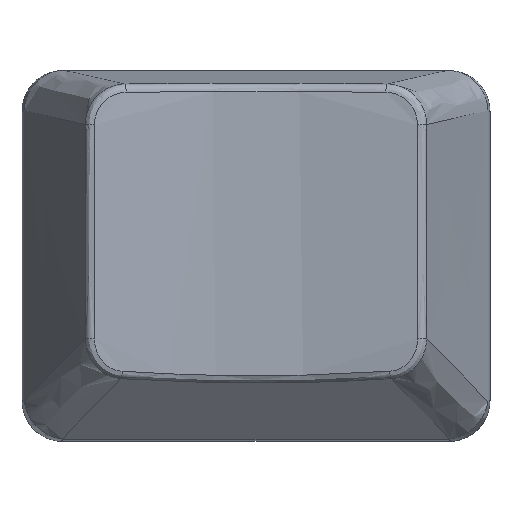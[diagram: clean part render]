
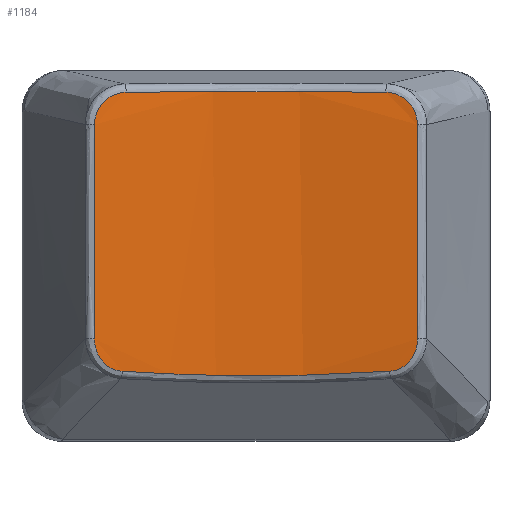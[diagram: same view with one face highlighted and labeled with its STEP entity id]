
A CAD part, top view. The second image highlights one B-rep face of the part: STEP entity #1184.
In plain terms, the highlighted free-form (B-spline) face has degree [1, 2] with [2, 3] control points.
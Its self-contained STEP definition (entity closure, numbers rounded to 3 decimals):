
#17=(
BOUNDED_SURFACE()
B_SPLINE_SURFACE(1,2,((#2396,#2397,#2398),(#2399,#2400,#2401)),
 .UNSPECIFIED.,.F.,.F.,.F.)
B_SPLINE_SURFACE_WITH_KNOTS((2,2),(3,3),(-0.282,0.061),
(-1.766,-1.375),.UNSPECIFIED.)
GEOMETRIC_REPRESENTATION_ITEM()
RATIONAL_B_SPLINE_SURFACE(((1.,0.981,1.),(1.,0.981,
1.)))
REPRESENTATION_ITEM('')
SURFACE()
);
#207=FACE_OUTER_BOUND('',#281,.T.);
#281=EDGE_LOOP('',(#894,#895,#896,#897,#898,#899,#900,#901));
#357=B_SPLINE_CURVE_WITH_KNOTS('',3,(#2117,#2118,#2119,#2120),
 .UNSPECIFIED.,.F.,.F.,(4,4),(0.,1.33),.UNSPECIFIED.);
#358=B_SPLINE_CURVE_WITH_KNOTS('',3,(#2148,#2149,#2150,#2151,#2152),
 .UNSPECIFIED.,.F.,.F.,(4,1,4),(0.,0.1,
0.234),.UNSPECIFIED.);
#359=B_SPLINE_CURVE_WITH_KNOTS('',3,(#2175,#2176,#2177,#2178),
 .UNSPECIFIED.,.F.,.F.,(4,4),(0.,1.049),.UNSPECIFIED.);
#361=B_SPLINE_CURVE_WITH_KNOTS('',3,(#2212,#2213,#2214,#2215,#2216),
 .UNSPECIFIED.,.F.,.F.,(4,1,4),(0.,0.107,
0.249),.UNSPECIFIED.);
#363=B_SPLINE_CURVE_WITH_KNOTS('',3,(#2244,#2245,#2246,#2247),
 .UNSPECIFIED.,.F.,.F.,(4,4),(0.,1.29),.UNSPECIFIED.);
#365=B_SPLINE_CURVE_WITH_KNOTS('',3,(#2281,#2282,#2283,#2284,#2285),
 .UNSPECIFIED.,.F.,.F.,(4,1,4),(0.,0.107,
0.249),.UNSPECIFIED.);
#367=B_SPLINE_CURVE_WITH_KNOTS('',3,(#2312,#2313,#2314,#2315),
 .UNSPECIFIED.,.F.,.F.,(4,4),(0.,1.049),
 .UNSPECIFIED.);
#368=B_SPLINE_CURVE_WITH_KNOTS('',3,(#2346,#2347,#2348,#2349,#2350,#2351),
 .UNSPECIFIED.,.F.,.F.,(4,1,1,4),(0.,0.1,0.167,
0.234),.UNSPECIFIED.);
#489=VERTEX_POINT('',#2113);
#490=VERTEX_POINT('',#2115);
#491=VERTEX_POINT('',#2146);
#492=VERTEX_POINT('',#2173);
#493=VERTEX_POINT('',#2204);
#495=VERTEX_POINT('',#2237);
#497=VERTEX_POINT('',#2273);
#499=VERTEX_POINT('',#2306);
#630=EDGE_CURVE('',#490,#489,#357,.T.);
#632=EDGE_CURVE('',#489,#491,#358,.T.);
#634=EDGE_CURVE('',#491,#492,#359,.T.);
#637=EDGE_CURVE('',#492,#493,#361,.T.);
#640=EDGE_CURVE('',#493,#495,#363,.T.);
#643=EDGE_CURVE('',#495,#497,#365,.T.);
#646=EDGE_CURVE('',#497,#499,#367,.T.);
#647=EDGE_CURVE('',#499,#490,#368,.T.);
#894=ORIENTED_EDGE('',*,*,#630,.F.);
#895=ORIENTED_EDGE('',*,*,#647,.F.);
#896=ORIENTED_EDGE('',*,*,#646,.F.);
#897=ORIENTED_EDGE('',*,*,#643,.F.);
#898=ORIENTED_EDGE('',*,*,#640,.F.);
#899=ORIENTED_EDGE('',*,*,#637,.F.);
#900=ORIENTED_EDGE('',*,*,#634,.F.);
#901=ORIENTED_EDGE('',*,*,#632,.F.);
#1184=ADVANCED_FACE('',(#207),#17,.T.);
#2113=CARTESIAN_POINT('',(-6.551,-5.66,7.832));
#2115=CARTESIAN_POINT('',(6.551,-5.66,7.832));
#2117=CARTESIAN_POINT('Ctrl Pts',(6.551,-5.66,7.832));
#2118=CARTESIAN_POINT('Ctrl Pts',(2.228,-5.948,7.125));
#2119=CARTESIAN_POINT('Ctrl Pts',(-2.228,-5.948,7.125));
#2120=CARTESIAN_POINT('Ctrl Pts',(-6.551,-5.66,7.832));
#2146=CARTESIAN_POINT('',(-7.913,-4.072,8.105));
#2148=CARTESIAN_POINT('Ctrl Pts',(-6.551,-5.66,7.832));
#2149=CARTESIAN_POINT('Ctrl Pts',(-6.876,-5.638,7.886));
#2150=CARTESIAN_POINT('Ctrl Pts',(-7.617,-5.306,8.023));
#2151=CARTESIAN_POINT('Ctrl Pts',(-7.913,-4.517,8.098));
#2152=CARTESIAN_POINT('Ctrl Pts',(-7.913,-4.072,8.105));
#2173=CARTESIAN_POINT('',(-7.91,6.416,8.288));
#2175=CARTESIAN_POINT('Ctrl Pts',(-7.913,-4.072,8.105));
#2176=CARTESIAN_POINT('Ctrl Pts',(-7.912,-0.576,
8.166));
#2177=CARTESIAN_POINT('Ctrl Pts',(-7.911,2.92,8.227));
#2178=CARTESIAN_POINT('Ctrl Pts',(-7.91,6.416,8.288));
#2204=CARTESIAN_POINT('',(-6.36,8.003,8.04));
#2212=CARTESIAN_POINT('Ctrl Pts',(-7.91,6.416,8.288));
#2213=CARTESIAN_POINT('Ctrl Pts',(-7.91,6.772,8.294));
#2214=CARTESIAN_POINT('Ctrl Pts',(-7.625,7.604,8.251));
#2215=CARTESIAN_POINT('Ctrl Pts',(-6.824,7.997,8.113));
#2216=CARTESIAN_POINT('Ctrl Pts',(-6.36,8.003,8.04));
#2237=CARTESIAN_POINT('',(6.36,8.003,8.04));
#2244=CARTESIAN_POINT('Ctrl Pts',(-6.36,8.003,8.04));
#2245=CARTESIAN_POINT('Ctrl Pts',(-2.155,8.062,7.378));
#2246=CARTESIAN_POINT('Ctrl Pts',(2.155,8.062,7.378));
#2247=CARTESIAN_POINT('Ctrl Pts',(6.36,8.003,8.04));
#2273=CARTESIAN_POINT('',(7.91,6.416,8.288));
#2281=CARTESIAN_POINT('Ctrl Pts',(6.36,8.003,8.04));
#2282=CARTESIAN_POINT('Ctrl Pts',(6.708,7.998,8.095));
#2283=CARTESIAN_POINT('Ctrl Pts',(7.52,7.711,8.231));
#2284=CARTESIAN_POINT('Ctrl Pts',(7.91,6.89,8.296));
#2285=CARTESIAN_POINT('Ctrl Pts',(7.91,6.416,8.288));
#2306=CARTESIAN_POINT('',(7.913,-4.072,8.105));
#2312=CARTESIAN_POINT('Ctrl Pts',(7.91,6.416,8.288));
#2313=CARTESIAN_POINT('Ctrl Pts',(7.911,2.92,8.227));
#2314=CARTESIAN_POINT('Ctrl Pts',(7.912,-0.576,8.166));
#2315=CARTESIAN_POINT('Ctrl Pts',(7.913,-4.072,8.105));
#2346=CARTESIAN_POINT('Ctrl Pts',(7.913,-4.072,8.105));
#2347=CARTESIAN_POINT('Ctrl Pts',(7.913,-4.406,8.1));
#2348=CARTESIAN_POINT('Ctrl Pts',(7.76,-4.965,8.059));
#2349=CARTESIAN_POINT('Ctrl Pts',(7.195,-5.515,7.944));
#2350=CARTESIAN_POINT('Ctrl Pts',(6.768,-5.646,7.868));
#2351=CARTESIAN_POINT('Ctrl Pts',(6.551,-5.66,7.832));
#2396=CARTESIAN_POINT('Ctrl Pts',(7.913,-5.906,8.073));
#2397=CARTESIAN_POINT('Ctrl Pts',(0.,-5.879,
6.51));
#2398=CARTESIAN_POINT('Ctrl Pts',(-7.913,-5.906,8.073));
#2399=CARTESIAN_POINT('Ctrl Pts',(7.913,8.045,8.317));
#2400=CARTESIAN_POINT('Ctrl Pts',(0.,8.072,
6.754));
#2401=CARTESIAN_POINT('Ctrl Pts',(-7.913,8.045,8.317));
